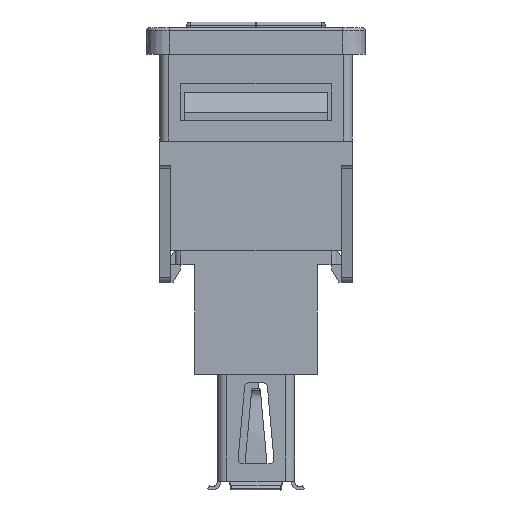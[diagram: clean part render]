
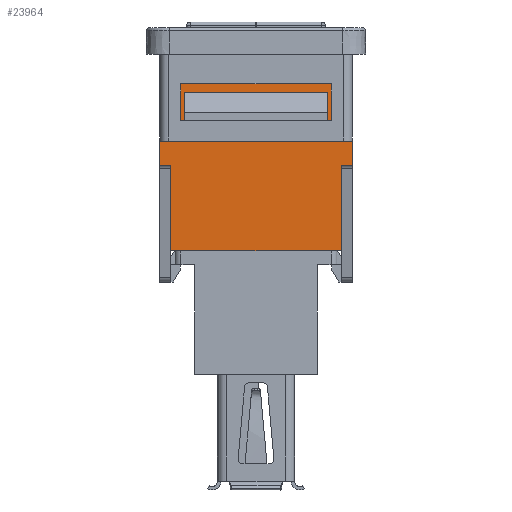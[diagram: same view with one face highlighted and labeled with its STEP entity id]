
A CAD part, front view. The second image highlights one B-rep face of the part: STEP entity #23964.
In plain terms, the highlighted planar face has unit normal (0, -1, 0).
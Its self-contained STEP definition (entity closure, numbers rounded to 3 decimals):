
#627=FACE_BOUND('',#3566,.T.);
#1350=PLANE('',#25321);
#2375=FACE_OUTER_BOUND('',#3565,.T.);
#3565=EDGE_LOOP('',(#20781,#20782,#20783,#20784,#20785,#20786,#20787,#20788,
#20789,#20790,#20791,#20792,#20793,#20794,#20795,#20796));
#3566=EDGE_LOOP('',(#20797,#20798,#20799,#20800));
#6177=LINE('',#36995,#9216);
#6185=LINE('',#37011,#9224);
#6187=LINE('',#37017,#9226);
#6195=LINE('',#37031,#9234);
#6198=LINE('',#37039,#9237);
#6204=LINE('',#37050,#9243);
#6224=LINE('',#37099,#9263);
#6225=LINE('',#37100,#9264);
#6226=LINE('',#37101,#9265);
#6227=LINE('',#37103,#9266);
#6228=LINE('',#37105,#9267);
#6229=LINE('',#37107,#9268);
#6230=LINE('',#37109,#9269);
#6231=LINE('',#37111,#9270);
#6232=LINE('',#37113,#9271);
#6233=LINE('',#37114,#9272);
#6234=LINE('',#37115,#9273);
#6235=LINE('',#37116,#9274);
#6236=LINE('',#37118,#9275);
#6237=LINE('',#37119,#9276);
#9216=VECTOR('',#29799,10.);
#9224=VECTOR('',#29809,10.);
#9226=VECTOR('',#29813,10.);
#9234=VECTOR('',#29823,10.);
#9237=VECTOR('',#29828,10.);
#9243=VECTOR('',#29836,10.);
#9263=VECTOR('',#29870,10.);
#9264=VECTOR('',#29871,10.);
#9265=VECTOR('',#29872,10.);
#9266=VECTOR('',#29873,10.);
#9267=VECTOR('',#29874,10.);
#9268=VECTOR('',#29875,10.);
#9269=VECTOR('',#29876,10.);
#9270=VECTOR('',#29877,10.);
#9271=VECTOR('',#29878,10.);
#9272=VECTOR('',#29879,10.);
#9273=VECTOR('',#29880,10.);
#9274=VECTOR('',#29881,10.);
#9275=VECTOR('',#29882,10.);
#9276=VECTOR('',#29883,10.);
#11894=VERTEX_POINT('',#36992);
#11895=VERTEX_POINT('',#36994);
#11897=VERTEX_POINT('',#37000);
#11902=VERTEX_POINT('',#37009);
#11904=VERTEX_POINT('',#37014);
#11905=VERTEX_POINT('',#37016);
#11907=VERTEX_POINT('',#37024);
#11910=VERTEX_POINT('',#37029);
#11913=VERTEX_POINT('',#37036);
#11914=VERTEX_POINT('',#37038);
#11918=VERTEX_POINT('',#37048);
#11939=VERTEX_POINT('',#37097);
#11940=VERTEX_POINT('',#37098);
#11941=VERTEX_POINT('',#37102);
#11942=VERTEX_POINT('',#37104);
#11943=VERTEX_POINT('',#37106);
#11944=VERTEX_POINT('',#37108);
#11945=VERTEX_POINT('',#37110);
#11946=VERTEX_POINT('',#37112);
#11947=VERTEX_POINT('',#37117);
#14971=EDGE_CURVE('',#11894,#11895,#6177,.T.);
#14979=EDGE_CURVE('',#11902,#11897,#6185,.T.);
#14981=EDGE_CURVE('',#11905,#11904,#6187,.T.);
#14989=EDGE_CURVE('',#11907,#11910,#6195,.T.);
#14992=EDGE_CURVE('',#11914,#11913,#6198,.T.);
#14998=EDGE_CURVE('',#11913,#11918,#6204,.T.);
#15021=EDGE_CURVE('',#11939,#11940,#6224,.T.);
#15022=EDGE_CURVE('',#11905,#11939,#6225,.T.);
#15023=EDGE_CURVE('',#11907,#11904,#6226,.T.);
#15024=EDGE_CURVE('',#11910,#11941,#6227,.T.);
#15025=EDGE_CURVE('',#11942,#11941,#6228,.T.);
#15026=EDGE_CURVE('',#11943,#11942,#6229,.T.);
#15027=EDGE_CURVE('',#11944,#11943,#6230,.T.);
#15028=EDGE_CURVE('',#11944,#11945,#6231,.T.);
#15029=EDGE_CURVE('',#11945,#11946,#6232,.T.);
#15030=EDGE_CURVE('',#11895,#11946,#6233,.T.);
#15031=EDGE_CURVE('',#11897,#11894,#6234,.T.);
#15032=EDGE_CURVE('',#11902,#11940,#6235,.T.);
#15033=EDGE_CURVE('',#11918,#11947,#6236,.T.);
#15034=EDGE_CURVE('',#11947,#11914,#6237,.T.);
#20781=ORIENTED_EDGE('',*,*,#15021,.F.);
#20782=ORIENTED_EDGE('',*,*,#15022,.F.);
#20783=ORIENTED_EDGE('',*,*,#14981,.T.);
#20784=ORIENTED_EDGE('',*,*,#15023,.F.);
#20785=ORIENTED_EDGE('',*,*,#14989,.T.);
#20786=ORIENTED_EDGE('',*,*,#15024,.T.);
#20787=ORIENTED_EDGE('',*,*,#15025,.F.);
#20788=ORIENTED_EDGE('',*,*,#15026,.F.);
#20789=ORIENTED_EDGE('',*,*,#15027,.F.);
#20790=ORIENTED_EDGE('',*,*,#15028,.T.);
#20791=ORIENTED_EDGE('',*,*,#15029,.T.);
#20792=ORIENTED_EDGE('',*,*,#15030,.F.);
#20793=ORIENTED_EDGE('',*,*,#14971,.F.);
#20794=ORIENTED_EDGE('',*,*,#15031,.F.);
#20795=ORIENTED_EDGE('',*,*,#14979,.F.);
#20796=ORIENTED_EDGE('',*,*,#15032,.T.);
#20797=ORIENTED_EDGE('',*,*,#14998,.T.);
#20798=ORIENTED_EDGE('',*,*,#15033,.T.);
#20799=ORIENTED_EDGE('',*,*,#15034,.T.);
#20800=ORIENTED_EDGE('',*,*,#14992,.T.);
#23964=ADVANCED_FACE('',(#2375,#627),#1350,.T.);
#25321=AXIS2_PLACEMENT_3D('',#37096,#29868,#29869);
#29799=DIRECTION('',(1.,0.,0.));
#29809=DIRECTION('',(1.,0.,0.));
#29813=DIRECTION('',(-1.,0.,0.));
#29823=DIRECTION('',(-1.,0.,0.));
#29828=DIRECTION('',(-1.,0.,0.));
#29836=DIRECTION('',(0.,0.,1.));
#29868=DIRECTION('center_axis',(0.,-1.,0.));
#29869=DIRECTION('ref_axis',(-1.,0.,0.));
#29870=DIRECTION('',(1.,0.,0.));
#29871=DIRECTION('',(0.,0.,1.));
#29872=DIRECTION('',(1.,0.,0.));
#29873=DIRECTION('',(0.,0.,-1.));
#29874=DIRECTION('',(-1.,0.,0.));
#29875=DIRECTION('',(0.,0.,1.));
#29876=DIRECTION('',(-1.,0.,0.));
#29877=DIRECTION('',(0.,0.,1.));
#29878=DIRECTION('',(1.,0.,0.));
#29879=DIRECTION('',(0.,0.,-1.));
#29880=DIRECTION('',(1.,0.,0.));
#29881=DIRECTION('',(0.,0.,1.));
#29882=DIRECTION('',(1.,0.,0.));
#29883=DIRECTION('',(0.,0.,-1.));
#36992=CARTESIAN_POINT('',(8.35,-9.6,-9.8));
#36994=CARTESIAN_POINT('',(8.375,-9.6,-9.8));
#36995=CARTESIAN_POINT('',(7.375,-9.6,-9.8));
#37000=CARTESIAN_POINT('',(7.503,-9.6,-9.8));
#37009=CARTESIAN_POINT('',(7.375,-9.6,-9.8));
#37011=CARTESIAN_POINT('',(7.375,-9.6,-9.8));
#37014=CARTESIAN_POINT('',(-7.503,-9.6,-9.8));
#37016=CARTESIAN_POINT('',(-7.375,-9.6,-9.8));
#37017=CARTESIAN_POINT('',(-7.375,-9.6,-9.8));
#37024=CARTESIAN_POINT('',(-8.35,-9.6,-9.8));
#37029=CARTESIAN_POINT('',(-8.375,-9.6,-9.8));
#37031=CARTESIAN_POINT('',(-7.375,-9.6,-9.8));
#37036=CARTESIAN_POINT('',(-6.2,-9.6,-8.3));
#37038=CARTESIAN_POINT('',(6.2,-9.6,-8.3));
#37039=CARTESIAN_POINT('',(3.688,-9.6,-8.3));
#37048=CARTESIAN_POINT('',(-6.2,-9.6,-5.568));
#37050=CARTESIAN_POINT('',(-6.2,-9.6,-8.205));
#37096=CARTESIAN_POINT('Origin',(7.375,-9.6,-9.294));
#37097=CARTESIAN_POINT('',(-7.375,-9.6,-0.015));
#37098=CARTESIAN_POINT('',(7.375,-9.6,-0.015));
#37099=CARTESIAN_POINT('',(7.375,-9.6,-0.015));
#37100=CARTESIAN_POINT('',(-7.375,-9.6,-9.294));
#37101=CARTESIAN_POINT('',(3.688,-9.6,-9.8));
#37102=CARTESIAN_POINT('',(-8.375,-9.6,-11.9));
#37103=CARTESIAN_POINT('',(-8.375,-9.6,-9.8));
#37104=CARTESIAN_POINT('',(-7.375,-9.6,-11.9));
#37105=CARTESIAN_POINT('',(-7.375,-9.6,-11.9));
#37106=CARTESIAN_POINT('',(-7.375,-9.6,-19.3));
#37107=CARTESIAN_POINT('',(-7.375,-9.6,-9.294));
#37108=CARTESIAN_POINT('',(7.375,-9.6,-19.3));
#37109=CARTESIAN_POINT('',(-7.375,-9.6,-19.3));
#37110=CARTESIAN_POINT('',(7.375,-9.6,-11.9));
#37111=CARTESIAN_POINT('',(7.375,-9.6,-9.294));
#37112=CARTESIAN_POINT('',(8.375,-9.6,-11.9));
#37113=CARTESIAN_POINT('',(7.375,-9.6,-11.9));
#37114=CARTESIAN_POINT('',(8.375,-9.6,-9.8));
#37115=CARTESIAN_POINT('',(3.688,-9.6,-9.8));
#37116=CARTESIAN_POINT('',(7.375,-9.6,-9.294));
#37117=CARTESIAN_POINT('',(6.2,-9.6,-5.568));
#37118=CARTESIAN_POINT('',(3.688,-9.6,-5.568));
#37119=CARTESIAN_POINT('',(6.2,-9.6,-8.205));
